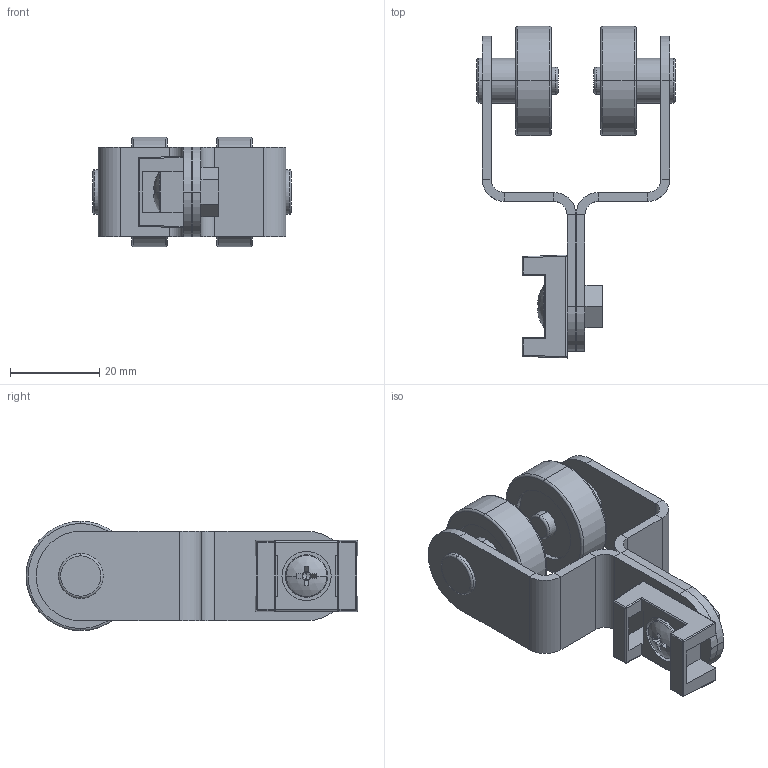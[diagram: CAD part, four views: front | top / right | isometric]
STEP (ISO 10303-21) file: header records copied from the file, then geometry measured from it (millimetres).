
FILE_DESCRIPTION (( 'STEP AP203' ), '1' );
FILE_NAME ('T84220.STEP', '2018-09-19T14:12:55', ( '' ), ( '' ), 'SwSTEP 2.0', 'SolidWorks 2016', '' );
FILE_SCHEMA (( 'CONFIG_CONTROL_DESIGN' ));
Length unit declared in the file: millimetre
Products named in the file (12): TH2387; TH2385; S3019; TH2384; S3408; F3016; T84220; Pan Head Cross Recess Screw_Doughty Fastners_ISO 7045 - M5 x 10 - Z --- 10S; S2920; S2905; TH2383; TH2386
Assembly tree (14 placements, depth 4):
  T84220
    TH2386
      TH2385
        TH2384
        F3016
      S3408
      S2905
      S3019
    TH2387
      TH2383
      S2905
      S3408
      S3019
    S2920
    Pan Head Cross Recess Screw_Doughty Fastners_ISO 7045 - M5 x 10 - Z --- 10S
Bounding box: 44.4 x 74.25 x 24.5 mm (x, y, z)
Volume: 16434.1 mm3; surface area: 14872.7 mm2
Topology: 11 solids, 11 shells, 293 faces, 698 edges, 423 vertices
Faces by surface type: cylinder 112, plane 97, cone 54, torus 20, sphere 10
Entity records: 9002 total; most frequent: DIRECTION 1464, CARTESIAN_POINT 1359, ORIENTED_EDGE 1248, EDGE_CURVE 624, AXIS2_PLACEMENT_3D 584, VERTEX_POINT 383, CIRCLE 304, VECTOR 296
